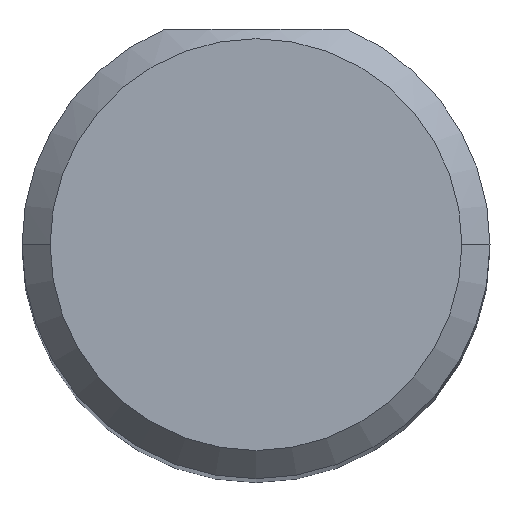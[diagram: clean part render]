
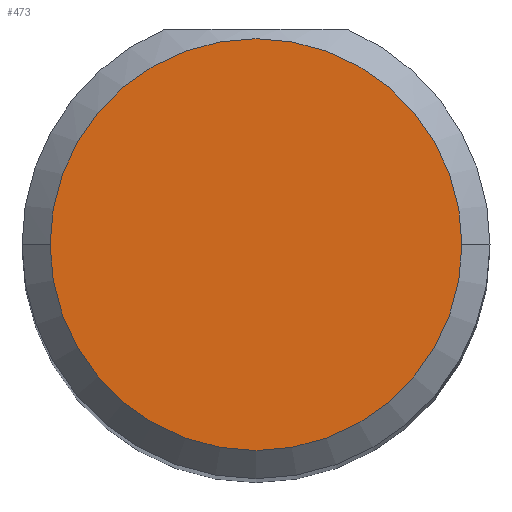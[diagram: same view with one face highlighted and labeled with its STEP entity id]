
A CAD part, top view. The second image highlights one B-rep face of the part: STEP entity #473.
In plain terms, the highlighted planar face has unit normal (0, 0, 1).
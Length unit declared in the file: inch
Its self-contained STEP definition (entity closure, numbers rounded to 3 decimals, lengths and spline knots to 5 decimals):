
#83 = DIRECTION ( 'NONE',  ( 1., 0., 0. ) ) ;
#114 = DIRECTION ( 'NONE',  ( 1., 0., 0. ) ) ;
#119 = DIRECTION ( 'NONE',  ( 0., 0., 1. ) ) ;
#181 = EDGE_CURVE ( 'NONE', #808, #1073, #919, .T. ) ;
#202 = AXIS2_PLACEMENT_3D ( 'NONE', #483, #119, #114 ) ;
#265 = EDGE_CURVE ( 'NONE', #1073, #808, #439, .T. ) ;
#299 = ORIENTED_EDGE ( 'NONE', *, *, #265, .T. ) ;
#370 = EDGE_LOOP ( 'NONE', ( #888, #299 ) ) ;
#434 = CARTESIAN_POINT ( 'NONE',  ( 0., 0., 2.5 ) ) ;
#439 = CIRCLE ( 'NONE', #606, 0.11 ) ;
#473 = ADVANCED_FACE ( 'NONE', ( #905 ), #538, .T. ) ;
#483 = CARTESIAN_POINT ( 'NONE',  ( 0., 0., 2.5 ) ) ;
#496 = AXIS2_PLACEMENT_3D ( 'NONE', #680, #932, #605 ) ;
#538 = PLANE ( 'NONE',  #202 ) ;
#605 = DIRECTION ( 'NONE',  ( 1., 0., 0. ) ) ;
#606 = AXIS2_PLACEMENT_3D ( 'NONE', #434, #964, #83 ) ;
#680 = CARTESIAN_POINT ( 'NONE',  ( 0., 0., 2.5 ) ) ;
#689 = CARTESIAN_POINT ( 'NONE',  ( -0.11, 0., 2.5 ) ) ;
#713 = CARTESIAN_POINT ( 'NONE',  ( 0.11, 0., 2.5 ) ) ;
#808 = VERTEX_POINT ( 'NONE', #689 ) ;
#888 = ORIENTED_EDGE ( 'NONE', *, *, #181, .T. ) ;
#905 = FACE_OUTER_BOUND ( 'NONE', #370, .T. ) ;
#919 = CIRCLE ( 'NONE', #496, 0.11 ) ;
#932 = DIRECTION ( 'NONE',  ( 0., 0., 1. ) ) ;
#964 = DIRECTION ( 'NONE',  ( 0., 0., 1. ) ) ;
#1073 = VERTEX_POINT ( 'NONE', #713 ) ;
